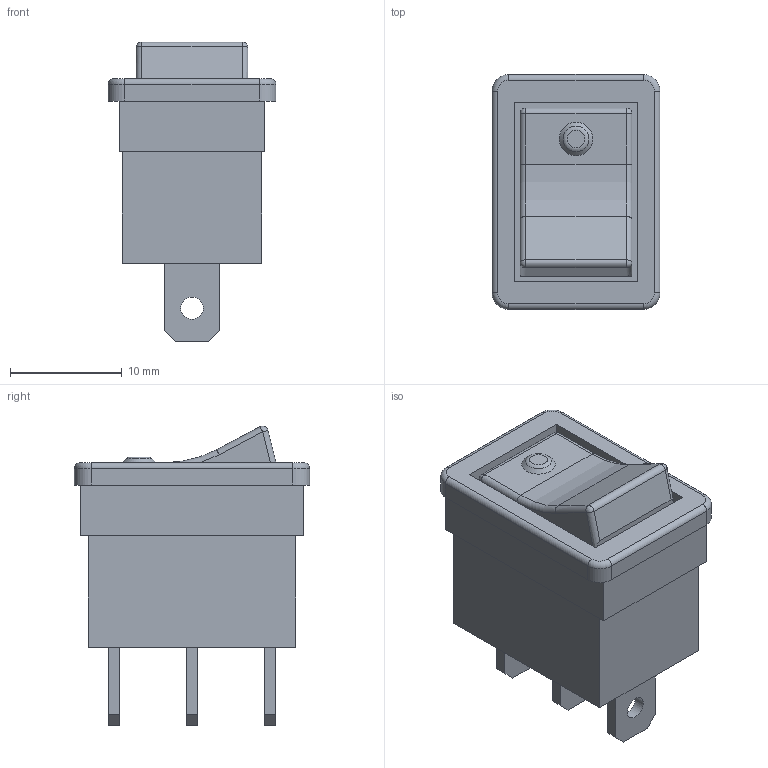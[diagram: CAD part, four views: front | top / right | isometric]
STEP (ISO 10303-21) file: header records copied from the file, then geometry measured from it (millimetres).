
FILE_DESCRIPTION(/* description */ (''),/* implementation_level */ '2;1');
FILE_NAME(/* name */ 'Switch.step',/* time_stamp */ '2022-09-18T21:25:04+02:00',/* author */ (''),/* organization */ (''),/* preprocessor_version */ 'ST-DEVELOPER v19',/* originating_system */ 'Autodesk Translation Framework v11.7.0.108',/* authorisation */ '');
FILE_SCHEMA (('AUTOMOTIVE_DESIGN { 1 0 10303 214 3 1 1 }'));
Length unit declared in the file: millimetre
Products named in the file (1): Switch
Bounding box: 15 x 21 x 26.76 mm (x, y, z)
Volume: 4228.3 mm3; surface area: 2373.4 mm2
Topology: 1 solids, 1 shells, 84 faces, 197 edges, 123 vertices
Faces by surface type: plane 50, cylinder 22, torus 7, sphere 4, cone 1
Full cylindrical faces by diameter (mm): 2 x3
Entity records: 2461 total; most frequent: DIRECTION 421, CARTESIAN_POINT 405, ORIENTED_EDGE 394, EDGE_CURVE 197, LINE 143, VECTOR 143, AXIS2_PLACEMENT_3D 139, VERTEX_POINT 123
